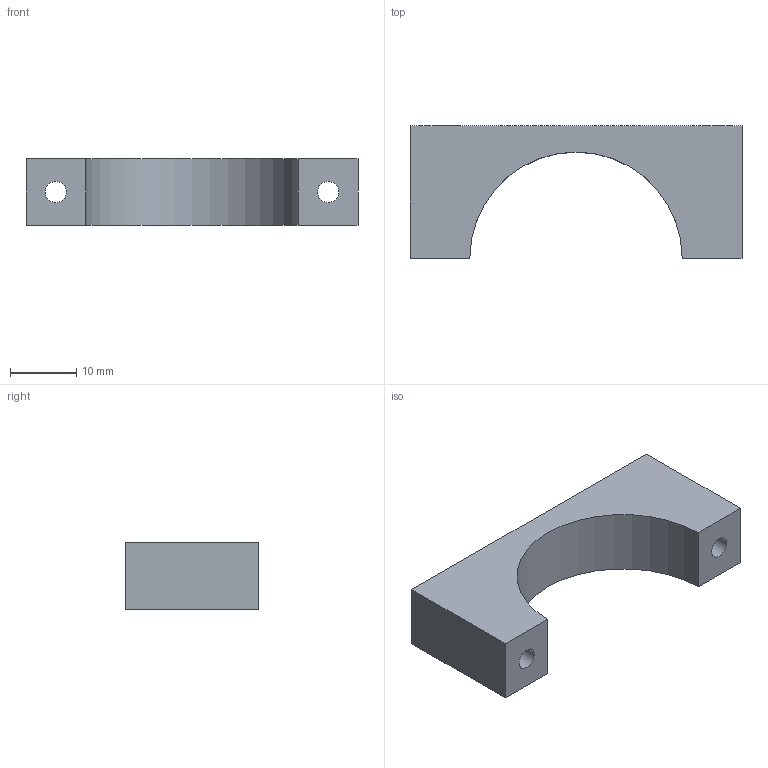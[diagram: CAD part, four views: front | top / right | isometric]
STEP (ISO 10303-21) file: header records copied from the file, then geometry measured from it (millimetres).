
FILE_DESCRIPTION(('FreeCAD Model'),'2;1');
FILE_NAME('mounting.step', '2018-06-02T15:00:22',('Author'),(''), 'Open CASCADE STEP processor 6.8','FreeCAD','Unknown');
FILE_SCHEMA(('AUTOMOTIVE_DESIGN_CC2 { 1 2 10303 214 -1 1 5 4 }'));
Length unit declared in the file: millimetre
Products named in the file (1): Pocket003
Bounding box: 50 x 20 x 10 mm (x, y, z)
Volume: 5515.4 mm3; surface area: 3209.9 mm2
Topology: 1 solids, 1 shells, 14 faces, 30 edges, 20 vertices
Faces by surface type: plane 9, cylinder 5
Full cylindrical faces by diameter (mm): 3.2 x2, 6 x2
Entity records: 821 total; most frequent: CARTESIAN_POINT 161, DIRECTION 124, LINE 70, VECTOR 70, ORIENTED_EDGE 60, PCURVE 60, DEFINITIONAL_REPRESENTATION 60, EDGE_CURVE 30
